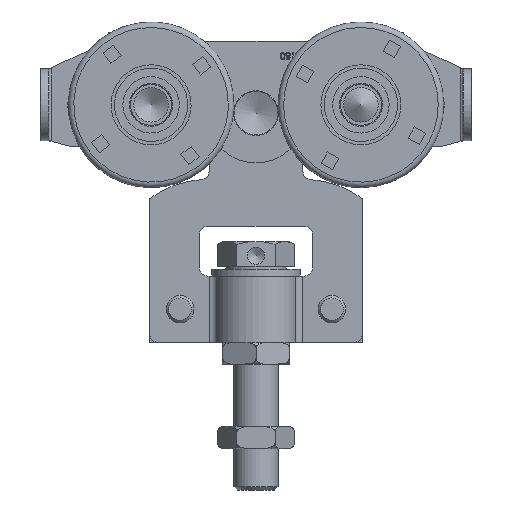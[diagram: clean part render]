
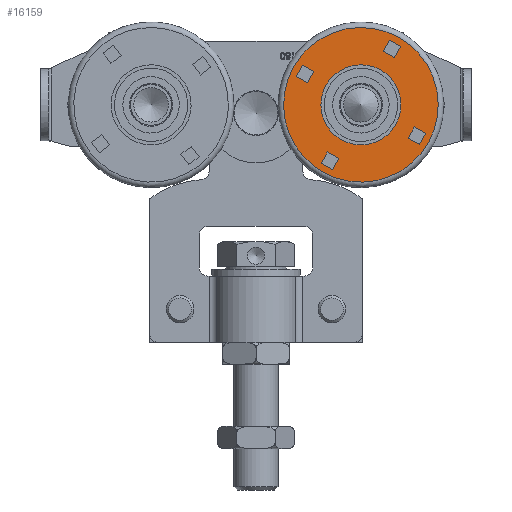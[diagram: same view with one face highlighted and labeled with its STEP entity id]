
A CAD part, left-side view. The second image highlights one B-rep face of the part: STEP entity #16159.
In plain terms, the highlighted planar face has unit normal (-1, 0, 0).
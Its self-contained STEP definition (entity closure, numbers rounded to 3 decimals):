
#1133=FACE_BOUND('',#3584,.T.);
#1134=FACE_BOUND('',#3585,.T.);
#1135=FACE_BOUND('',#3586,.T.);
#1136=FACE_BOUND('',#3587,.T.);
#1137=FACE_BOUND('',#3588,.T.);
#1684=CIRCLE('',#17541,28.);
#1710=CIRCLE('',#17583,14.5);
#2558=FACE_OUTER_BOUND('',#3583,.T.);
#3583=EDGE_LOOP('',(#13160));
#3584=EDGE_LOOP('',(#13161,#13162,#13163,#13164));
#3585=EDGE_LOOP('',(#13165,#13166,#13167,#13168));
#3586=EDGE_LOOP('',(#13169,#13170,#13171,#13172));
#3587=EDGE_LOOP('',(#13173,#13174,#13175,#13176));
#3588=EDGE_LOOP('',(#13177));
#4633=LINE('',#28520,#5679);
#4636=LINE('',#28526,#5682);
#4639=LINE('',#28532,#5685);
#4642=LINE('',#28536,#5688);
#4645=LINE('',#28545,#5691);
#4648=LINE('',#28551,#5694);
#4651=LINE('',#28557,#5697);
#4654=LINE('',#28561,#5700);
#4657=LINE('',#28570,#5703);
#4660=LINE('',#28576,#5706);
#4663=LINE('',#28582,#5709);
#4666=LINE('',#28586,#5712);
#4669=LINE('',#28595,#5715);
#4672=LINE('',#28601,#5718);
#4675=LINE('',#28607,#5721);
#4678=LINE('',#28611,#5724);
#5679=VECTOR('',#20976,10.);
#5682=VECTOR('',#20981,10.);
#5685=VECTOR('',#20986,10.);
#5688=VECTOR('',#20991,10.);
#5691=VECTOR('',#20998,10.);
#5694=VECTOR('',#21003,10.);
#5697=VECTOR('',#21008,10.);
#5700=VECTOR('',#21013,10.);
#5703=VECTOR('',#21020,10.);
#5706=VECTOR('',#21025,10.);
#5709=VECTOR('',#21030,10.);
#5712=VECTOR('',#21035,10.);
#5715=VECTOR('',#21042,10.);
#5718=VECTOR('',#21047,10.);
#5721=VECTOR('',#21052,10.);
#5724=VECTOR('',#21057,10.);
#7049=VERTEX_POINT('',#28517);
#7050=VERTEX_POINT('',#28519);
#7052=VERTEX_POINT('',#28525);
#7054=VERTEX_POINT('',#28531);
#7057=VERTEX_POINT('',#28542);
#7058=VERTEX_POINT('',#28544);
#7060=VERTEX_POINT('',#28550);
#7062=VERTEX_POINT('',#28556);
#7065=VERTEX_POINT('',#28567);
#7066=VERTEX_POINT('',#28569);
#7068=VERTEX_POINT('',#28575);
#7070=VERTEX_POINT('',#28581);
#7073=VERTEX_POINT('',#28592);
#7074=VERTEX_POINT('',#28594);
#7076=VERTEX_POINT('',#28600);
#7078=VERTEX_POINT('',#28606);
#7081=VERTEX_POINT('',#28618);
#7102=VERTEX_POINT('',#28687);
#9106=EDGE_CURVE('',#7050,#7049,#4633,.T.);
#9109=EDGE_CURVE('',#7052,#7050,#4636,.T.);
#9112=EDGE_CURVE('',#7054,#7052,#4639,.T.);
#9115=EDGE_CURVE('',#7049,#7054,#4642,.T.);
#9118=EDGE_CURVE('',#7058,#7057,#4645,.T.);
#9121=EDGE_CURVE('',#7060,#7058,#4648,.T.);
#9124=EDGE_CURVE('',#7062,#7060,#4651,.T.);
#9127=EDGE_CURVE('',#7057,#7062,#4654,.T.);
#9130=EDGE_CURVE('',#7066,#7065,#4657,.T.);
#9133=EDGE_CURVE('',#7068,#7066,#4660,.T.);
#9136=EDGE_CURVE('',#7070,#7068,#4663,.T.);
#9139=EDGE_CURVE('',#7065,#7070,#4666,.T.);
#9142=EDGE_CURVE('',#7074,#7073,#4669,.T.);
#9145=EDGE_CURVE('',#7076,#7074,#4672,.T.);
#9148=EDGE_CURVE('',#7078,#7076,#4675,.T.);
#9151=EDGE_CURVE('',#7073,#7078,#4678,.T.);
#9155=EDGE_CURVE('',#7081,#7081,#1684,.T.);
#9187=EDGE_CURVE('',#7102,#7102,#1710,.T.);
#13160=ORIENTED_EDGE('',*,*,#9155,.F.);
#13161=ORIENTED_EDGE('',*,*,#9106,.T.);
#13162=ORIENTED_EDGE('',*,*,#9115,.T.);
#13163=ORIENTED_EDGE('',*,*,#9112,.T.);
#13164=ORIENTED_EDGE('',*,*,#9109,.T.);
#13165=ORIENTED_EDGE('',*,*,#9118,.T.);
#13166=ORIENTED_EDGE('',*,*,#9127,.T.);
#13167=ORIENTED_EDGE('',*,*,#9124,.T.);
#13168=ORIENTED_EDGE('',*,*,#9121,.T.);
#13169=ORIENTED_EDGE('',*,*,#9130,.T.);
#13170=ORIENTED_EDGE('',*,*,#9139,.T.);
#13171=ORIENTED_EDGE('',*,*,#9136,.T.);
#13172=ORIENTED_EDGE('',*,*,#9133,.T.);
#13173=ORIENTED_EDGE('',*,*,#9142,.T.);
#13174=ORIENTED_EDGE('',*,*,#9151,.T.);
#13175=ORIENTED_EDGE('',*,*,#9148,.T.);
#13176=ORIENTED_EDGE('',*,*,#9145,.T.);
#13177=ORIENTED_EDGE('',*,*,#9187,.T.);
#14493=PLANE('',#17584);
#16159=ADVANCED_FACE('',(#2558,#1133,#1134,#1135,#1136,#1137),#14493,.T.);
#17541=AXIS2_PLACEMENT_3D('',#28620,#21068,#21069);
#17583=AXIS2_PLACEMENT_3D('',#28689,#21158,#21159);
#17584=AXIS2_PLACEMENT_3D('',#28690,#21160,#21161);
#20976=DIRECTION('',(0.,0.484,-0.875));
#20981=DIRECTION('',(0.,-0.875,-0.484));
#20986=DIRECTION('',(0.,-0.484,0.875));
#20991=DIRECTION('',(0.,0.875,0.484));
#20998=DIRECTION('',(0.,-0.875,-0.484));
#21003=DIRECTION('',(0.,-0.484,0.875));
#21008=DIRECTION('',(0.,0.875,0.484));
#21013=DIRECTION('',(0.,0.484,-0.875));
#21020=DIRECTION('',(0.,-0.484,0.875));
#21025=DIRECTION('',(0.,0.875,0.484));
#21030=DIRECTION('',(0.,0.484,-0.875));
#21035=DIRECTION('',(0.,-0.875,-0.484));
#21042=DIRECTION('',(0.,0.875,0.484));
#21047=DIRECTION('',(0.,0.484,-0.875));
#21052=DIRECTION('',(0.,-0.875,-0.484));
#21057=DIRECTION('',(0.,-0.484,0.875));
#21068=DIRECTION('center_axis',(1.,0.,0.));
#21069=DIRECTION('ref_axis',(0.,0.875,0.484));
#21158=DIRECTION('center_axis',(1.,0.,0.));
#21159=DIRECTION('ref_axis',(0.,0.875,0.484));
#21160=DIRECTION('center_axis',(-1.,0.,0.));
#21161=DIRECTION('ref_axis',(0.,-0.484,0.875));
#28517=CARTESIAN_POINT('',(-26.05,-27.723,-8.455));
#28519=CARTESIAN_POINT('',(-26.05,-29.996,-4.342));
#28520=CARTESIAN_POINT('',(-26.05,-33.89,2.704));
#28525=CARTESIAN_POINT('',(-26.05,-25.883,-2.068));
#28526=CARTESIAN_POINT('',(-26.05,-21.671,0.259));
#28531=CARTESIAN_POINT('',(-26.05,-23.609,-6.182));
#28532=CARTESIAN_POINT('',(-26.05,-30.913,7.034));
#28536=CARTESIAN_POINT('',(-26.05,-17.34,-2.718));
#28542=CARTESIAN_POINT('',(-26.05,-61.455,4.723));
#28544=CARTESIAN_POINT('',(-26.05,-57.342,6.996));
#28545=CARTESIAN_POINT('',(-26.05,-42.999,14.923));
#28550=CARTESIAN_POINT('',(-26.05,-55.068,2.883));
#28551=CARTESIAN_POINT('',(-26.05,-56.773,5.968));
#28556=CARTESIAN_POINT('',(-26.05,-59.182,0.609));
#28557=CARTESIAN_POINT('',(-26.05,-38.669,11.946));
#28561=CARTESIAN_POINT('',(-26.05,-59.75,1.638));
#28567=CARTESIAN_POINT('',(-26.05,-48.277,38.455));
#28569=CARTESIAN_POINT('',(-26.05,-46.004,34.342));
#28570=CARTESIAN_POINT('',(-26.05,-42.11,27.296));
#28575=CARTESIAN_POINT('',(-26.05,-50.117,32.068));
#28576=CARTESIAN_POINT('',(-26.05,-39.735,37.806));
#28581=CARTESIAN_POINT('',(-26.05,-52.391,36.182));
#28582=CARTESIAN_POINT('',(-26.05,-45.087,22.966));
#28586=CARTESIAN_POINT('',(-26.05,-44.065,40.783));
#28592=CARTESIAN_POINT('',(-26.05,-14.545,25.277));
#28594=CARTESIAN_POINT('',(-26.05,-18.658,23.004));
#28595=CARTESIAN_POINT('',(-26.05,-18.407,23.143));
#28600=CARTESIAN_POINT('',(-26.05,-20.932,27.117));
#28601=CARTESIAN_POINT('',(-26.05,-19.227,24.032));
#28606=CARTESIAN_POINT('',(-26.05,-16.818,29.391));
#28607=CARTESIAN_POINT('',(-26.05,-22.737,26.12));
#28611=CARTESIAN_POINT('',(-26.05,-16.25,28.362));
#28618=CARTESIAN_POINT('',(-26.05,-51.543,39.507));
#28620=CARTESIAN_POINT('Origin',(-26.05,-38.,15.));
#28687=CARTESIAN_POINT('',(-26.05,-50.691,7.987));
#28689=CARTESIAN_POINT('Origin',(-26.05,-38.,15.));
#28690=CARTESIAN_POINT('Origin',(-26.05,-23.405,23.065));
